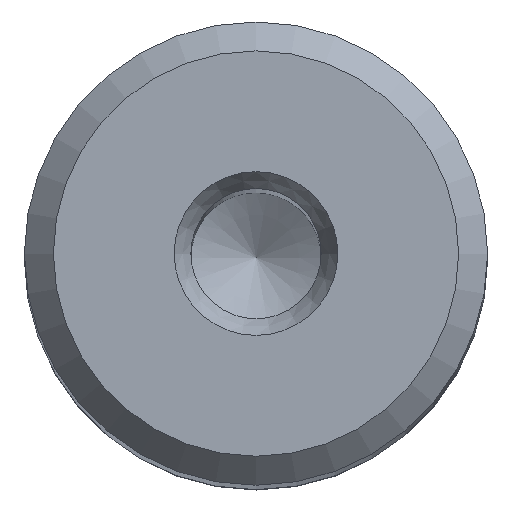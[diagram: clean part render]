
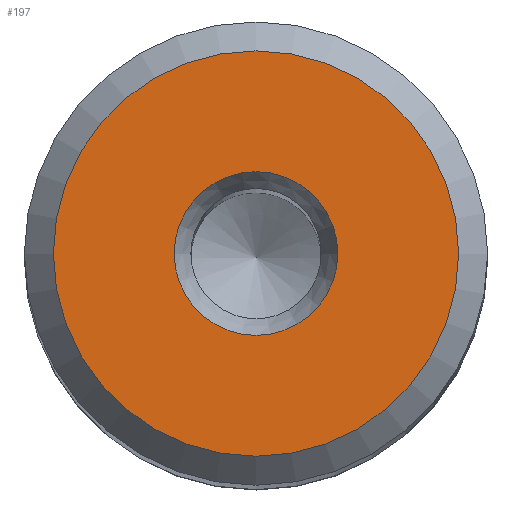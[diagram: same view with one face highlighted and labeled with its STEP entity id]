
A CAD part, top view. The second image highlights one B-rep face of the part: STEP entity #197.
In plain terms, the highlighted planar face has unit normal (0, 0, 1).
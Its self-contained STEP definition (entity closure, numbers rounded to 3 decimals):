
#197=ADVANCED_FACE('',(#261,#262),#259,.F.);
#259=PLANE('',#815);
#261=FACE_BOUND('',#385,.T.);
#262=FACE_BOUND('',#386,.T.);
#385=EDGE_LOOP('',(#507));
#386=EDGE_LOOP('',(#508));
#507=ORIENTED_EDGE('',*,*,#692,.T.);
#508=ORIENTED_EDGE('',*,*,#693,.F.);
#629=VERTEX_POINT('',#1100);
#630=VERTEX_POINT('',#1102);
#692=EDGE_CURVE('',#629,#629,#753,.T.);
#693=EDGE_CURVE('',#630,#630,#754,.T.);
#753=CIRCLE('',#813,14.);
#754=CIRCLE('',#814,5.655);
#813=AXIS2_PLACEMENT_3D('',#1099,#896,#897);
#814=AXIS2_PLACEMENT_3D('',#1101,#898,#899);
#815=AXIS2_PLACEMENT_3D('',#1103,#900,#901);
#896=DIRECTION('',(0.,0.,1.));
#897=DIRECTION('',(-1.,0.,0.));
#898=DIRECTION('',(0.,0.,1.));
#899=DIRECTION('',(1.,0.,0.));
#900=DIRECTION('',(0.,0.,-1.));
#901=DIRECTION('',(-1.,0.,0.));
#1099=CARTESIAN_POINT('',(0.,0.,161.));
#1100=CARTESIAN_POINT('',(-14.,0.,161.));
#1101=CARTESIAN_POINT('',(0.,0.,161.));
#1102=CARTESIAN_POINT('',(5.655,0.,161.));
#1103=CARTESIAN_POINT('',(16.,0.,161.));
